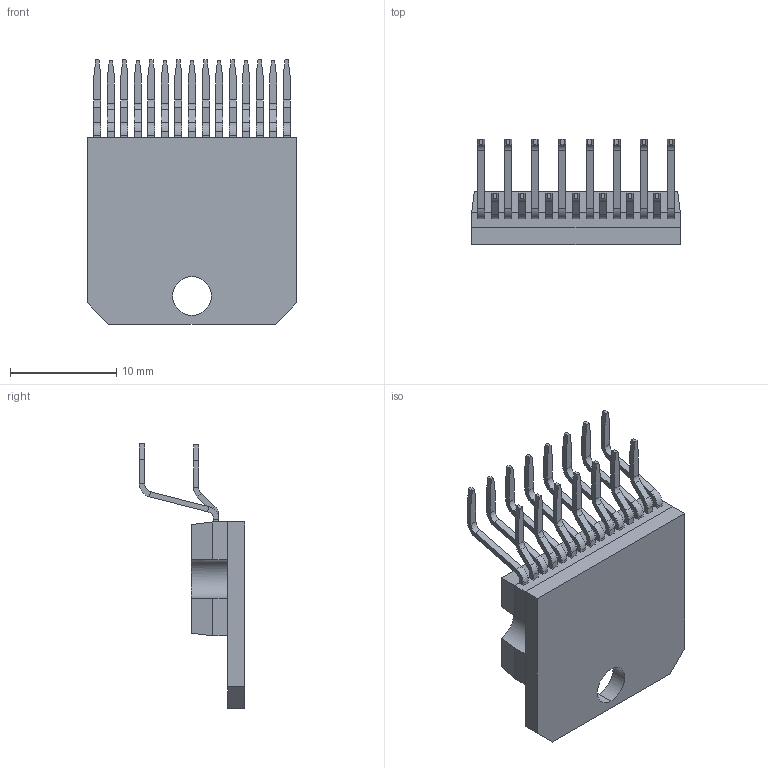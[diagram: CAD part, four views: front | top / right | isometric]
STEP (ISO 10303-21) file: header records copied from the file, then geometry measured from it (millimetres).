
FILE_DESCRIPTION (( 'STEP AP214' ), '1' );
FILE_NAME ('L298N.STEP', '2024-08-01T19:14:15', ( '' ), ( '' ), 'SwSTEP 2.0', 'SolidWorks 2020', '' );
FILE_SCHEMA (( 'AUTOMOTIVE_DESIGN' ));
Length unit declared in the file: millimetre
Products named in the file (1): L298N
Bounding box: 19.6 x 9.88 x 24.85 mm (x, y, z)
Volume: 1237.5 mm3; surface area: 1739 mm2
Topology: 2 solids, 2 shells, 377 faces, 824 edges, 468 vertices
Faces by surface type: plane 309, cylinder 68
Entity records: 14096 total; most frequent: DIRECTION 1712, CARTESIAN_POINT 1682, ORIENTED_EDGE 1648, EDGE_CURVE 824, VECTOR 684, LINE 684, AXIS2_PLACEMENT_3D 514, VERTEX_POINT 468
